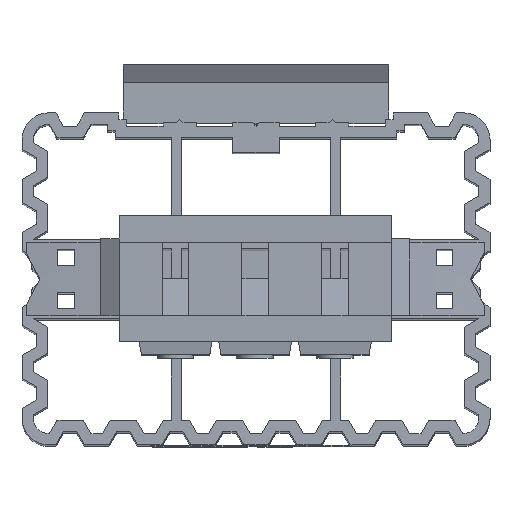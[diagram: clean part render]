
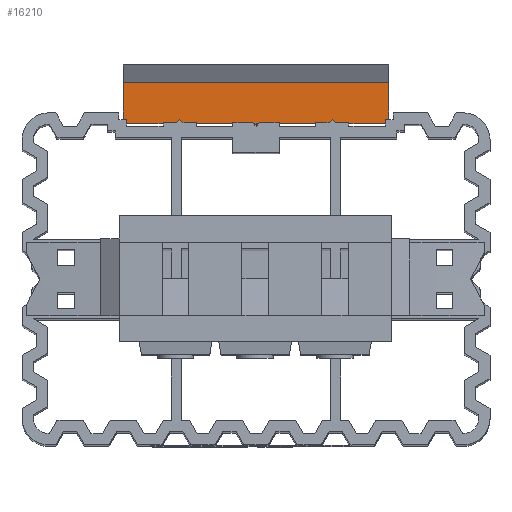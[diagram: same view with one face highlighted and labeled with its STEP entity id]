
A CAD part, top view. The second image highlights one B-rep face of the part: STEP entity #16210.
In plain terms, the highlighted planar face has unit normal (0, 0, 1).
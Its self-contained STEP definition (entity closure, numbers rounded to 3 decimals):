
#579=PLANE('',#17149);
#1330=FACE_OUTER_BOUND('',#2164,.T.);
#2164=EDGE_LOOP('',(#12776,#12777,#12778,#12779,#12780,#12781,#12782,#12783,
#12784,#12785,#12786,#12787,#12788,#12789,#12790,#12791,#12792,#12793,#12794,
#12795,#12796,#12797));
#3578=LINE('',#28503,#5542);
#3602=LINE('',#28551,#5566);
#3605=LINE('',#28557,#5569);
#3607=LINE('',#28562,#5571);
#3611=LINE('',#28569,#5575);
#3615=LINE('',#28580,#5579);
#3649=LINE('',#28654,#5613);
#3651=LINE('',#28659,#5615);
#3652=LINE('',#28660,#5616);
#3653=LINE('',#28661,#5617);
#3654=LINE('',#28662,#5618);
#3655=LINE('',#28664,#5619);
#3656=LINE('',#28666,#5620);
#3657=LINE('',#28668,#5621);
#3658=LINE('',#28669,#5622);
#3659=LINE('',#28671,#5623);
#3660=LINE('',#28672,#5624);
#3661=LINE('',#28673,#5625);
#3662=LINE('',#28675,#5626);
#3663=LINE('',#28676,#5627);
#3664=LINE('',#28678,#5628);
#3665=LINE('',#28679,#5629);
#5542=VECTOR('',#19698,10.);
#5566=VECTOR('',#19726,10.);
#5569=VECTOR('',#19731,10.);
#5571=VECTOR('',#19735,10.);
#5575=VECTOR('',#19741,10.);
#5579=VECTOR('',#19751,10.);
#5613=VECTOR('',#19811,10.);
#5615=VECTOR('',#19815,10.);
#5616=VECTOR('',#19816,10.);
#5617=VECTOR('',#19817,10.);
#5618=VECTOR('',#19818,10.);
#5619=VECTOR('',#19819,10.);
#5620=VECTOR('',#19820,10.);
#5621=VECTOR('',#19821,10.);
#5622=VECTOR('',#19822,10.);
#5623=VECTOR('',#19823,10.);
#5624=VECTOR('',#19824,10.);
#5625=VECTOR('',#19825,10.);
#5626=VECTOR('',#19826,10.);
#5627=VECTOR('',#19827,10.);
#5628=VECTOR('',#19828,10.);
#5629=VECTOR('',#19829,10.);
#7428=VERTEX_POINT('',#28453);
#7452=VERTEX_POINT('',#28501);
#7473=VERTEX_POINT('',#28547);
#7474=VERTEX_POINT('',#28549);
#7475=VERTEX_POINT('',#28553);
#7476=VERTEX_POINT('',#28555);
#7477=VERTEX_POINT('',#28559);
#7478=VERTEX_POINT('',#28561);
#7479=VERTEX_POINT('',#28565);
#7480=VERTEX_POINT('',#28567);
#7483=VERTEX_POINT('',#28577);
#7484=VERTEX_POINT('',#28579);
#7510=VERTEX_POINT('',#28651);
#7511=VERTEX_POINT('',#28653);
#7512=VERTEX_POINT('',#28657);
#7513=VERTEX_POINT('',#28658);
#7514=VERTEX_POINT('',#28663);
#7515=VERTEX_POINT('',#28665);
#7516=VERTEX_POINT('',#28667);
#7517=VERTEX_POINT('',#28670);
#7518=VERTEX_POINT('',#28674);
#7519=VERTEX_POINT('',#28677);
#9324=EDGE_CURVE('',#7452,#7428,#3578,.T.);
#9348=EDGE_CURVE('',#7473,#7474,#3602,.T.);
#9351=EDGE_CURVE('',#7475,#7476,#3605,.T.);
#9353=EDGE_CURVE('',#7478,#7477,#3607,.T.);
#9357=EDGE_CURVE('',#7479,#7480,#3611,.T.);
#9362=EDGE_CURVE('',#7484,#7483,#3615,.T.);
#9400=EDGE_CURVE('',#7511,#7510,#3649,.T.);
#9402=EDGE_CURVE('',#7512,#7513,#3651,.T.);
#9403=EDGE_CURVE('',#7479,#7512,#3652,.T.);
#9404=EDGE_CURVE('',#7511,#7480,#3653,.T.);
#9405=EDGE_CURVE('',#7475,#7510,#3654,.T.);
#9406=EDGE_CURVE('',#7514,#7476,#3655,.T.);
#9407=EDGE_CURVE('',#7515,#7514,#3656,.T.);
#9408=EDGE_CURVE('',#7516,#7515,#3657,.T.);
#9409=EDGE_CURVE('',#7473,#7516,#3658,.T.);
#9410=EDGE_CURVE('',#7517,#7474,#3659,.T.);
#9411=EDGE_CURVE('',#7428,#7517,#3660,.T.);
#9412=EDGE_CURVE('',#7484,#7452,#3661,.T.);
#9413=EDGE_CURVE('',#7518,#7483,#3662,.T.);
#9414=EDGE_CURVE('',#7478,#7518,#3663,.T.);
#9415=EDGE_CURVE('',#7519,#7477,#3664,.T.);
#9416=EDGE_CURVE('',#7513,#7519,#3665,.T.);
#12776=ORIENTED_EDGE('',*,*,#9402,.F.);
#12777=ORIENTED_EDGE('',*,*,#9403,.F.);
#12778=ORIENTED_EDGE('',*,*,#9357,.T.);
#12779=ORIENTED_EDGE('',*,*,#9404,.F.);
#12780=ORIENTED_EDGE('',*,*,#9400,.T.);
#12781=ORIENTED_EDGE('',*,*,#9405,.F.);
#12782=ORIENTED_EDGE('',*,*,#9351,.T.);
#12783=ORIENTED_EDGE('',*,*,#9406,.F.);
#12784=ORIENTED_EDGE('',*,*,#9407,.F.);
#12785=ORIENTED_EDGE('',*,*,#9408,.F.);
#12786=ORIENTED_EDGE('',*,*,#9409,.F.);
#12787=ORIENTED_EDGE('',*,*,#9348,.T.);
#12788=ORIENTED_EDGE('',*,*,#9410,.F.);
#12789=ORIENTED_EDGE('',*,*,#9411,.F.);
#12790=ORIENTED_EDGE('',*,*,#9324,.F.);
#12791=ORIENTED_EDGE('',*,*,#9412,.F.);
#12792=ORIENTED_EDGE('',*,*,#9362,.T.);
#12793=ORIENTED_EDGE('',*,*,#9413,.F.);
#12794=ORIENTED_EDGE('',*,*,#9414,.F.);
#12795=ORIENTED_EDGE('',*,*,#9353,.T.);
#12796=ORIENTED_EDGE('',*,*,#9415,.F.);
#12797=ORIENTED_EDGE('',*,*,#9416,.F.);
#16210=ADVANCED_FACE('',(#1330),#579,.T.);
#17149=AXIS2_PLACEMENT_3D('',#28656,#19813,#19814);
#19698=DIRECTION('',(0.,-1.,0.));
#19726=DIRECTION('',(1.,0.,0.));
#19731=DIRECTION('',(1.,0.,0.));
#19735=DIRECTION('',(1.,0.,0.));
#19741=DIRECTION('',(1.,0.,0.));
#19751=DIRECTION('',(0.,-1.,0.));
#19811=DIRECTION('',(1.,0.,0.));
#19813=DIRECTION('center_axis',(0.,0.,
1.));
#19814=DIRECTION('ref_axis',(0.,-1.,0.));
#19815=DIRECTION('',(-0.707,0.707,0.));
#19816=DIRECTION('',(-1.,0.,0.));
#19817=DIRECTION('',(-1.,0.,0.));
#19818=DIRECTION('',(-1.,0.,0.));
#19819=DIRECTION('',(-1.,0.,0.));
#19820=DIRECTION('',(-0.707,-0.707,0.));
#19821=DIRECTION('',(-0.707,0.707,0.));
#19822=DIRECTION('',(-1.,0.,0.));
#19823=DIRECTION('',(0.,-1.,0.));
#19824=DIRECTION('',(-1.,0.,0.));
#19825=DIRECTION('',(1.,0.,0.));
#19826=DIRECTION('',(-1.,0.,0.));
#19827=DIRECTION('',(0.,1.,0.));
#19828=DIRECTION('',(-1.,0.,0.));
#19829=DIRECTION('',(-0.707,-0.707,0.));
#28453=CARTESIAN_POINT('',(44.96,41.206,22.042));
#28501=CARTESIAN_POINT('',(44.96,46.833,22.042));
#28503=CARTESIAN_POINT('',(44.96,46.833,22.042));
#28547=CARTESIAN_POINT('',(38.96,40.706,22.042));
#28549=CARTESIAN_POINT('',(44.46,40.706,22.042));
#28551=CARTESIAN_POINT('',(4.96,40.706,22.042));
#28553=CARTESIAN_POINT('',(28.46,40.706,22.042));
#28555=CARTESIAN_POINT('',(33.96,40.706,22.042));
#28557=CARTESIAN_POINT('',(4.96,40.706,22.042));
#28559=CARTESIAN_POINT('',(10.96,40.706,22.042));
#28561=CARTESIAN_POINT('',(5.46,40.706,22.042));
#28562=CARTESIAN_POINT('',(4.96,40.706,22.042));
#28565=CARTESIAN_POINT('',(15.96,40.706,22.042));
#28567=CARTESIAN_POINT('',(21.46,40.706,22.042));
#28569=CARTESIAN_POINT('',(4.96,40.706,22.042));
#28577=CARTESIAN_POINT('',(4.96,41.206,22.042));
#28579=CARTESIAN_POINT('',(4.96,46.833,22.042));
#28580=CARTESIAN_POINT('',(4.96,46.833,22.042));
#28651=CARTESIAN_POINT('',(25.46,40.706,22.042));
#28653=CARTESIAN_POINT('',(24.46,40.706,22.042));
#28654=CARTESIAN_POINT('',(4.96,40.706,22.042));
#28656=CARTESIAN_POINT('Origin',(4.96,46.833,22.042));
#28657=CARTESIAN_POINT('',(13.96,40.706,22.042));
#28658=CARTESIAN_POINT('',(13.46,41.206,22.042));
#28659=CARTESIAN_POINT('',(10.178,44.487,22.042));
#28660=CARTESIAN_POINT('',(10.46,40.706,22.042));
#28661=CARTESIAN_POINT('',(14.71,40.706,22.042));
#28662=CARTESIAN_POINT('',(16.71,40.706,22.042));
#28663=CARTESIAN_POINT('',(35.96,40.706,22.042));
#28664=CARTESIAN_POINT('',(20.46,40.706,22.042));
#28665=CARTESIAN_POINT('',(36.46,41.206,22.042));
#28666=CARTESIAN_POINT('',(29.991,34.737,22.042));
#28667=CARTESIAN_POINT('',(36.96,40.706,22.042));
#28668=CARTESIAN_POINT('',(27.428,50.237,22.042));
#28669=CARTESIAN_POINT('',(21.96,40.706,22.042));
#28670=CARTESIAN_POINT('',(44.46,41.206,22.042));
#28671=CARTESIAN_POINT('',(44.46,44.019,22.042));
#28672=CARTESIAN_POINT('',(25.287,41.206,22.042));
#28673=CARTESIAN_POINT('',(4.96,46.833,22.042));
#28674=CARTESIAN_POINT('',(5.46,41.206,22.042));
#28675=CARTESIAN_POINT('',(5.21,41.206,22.042));
#28676=CARTESIAN_POINT('',(5.46,43.519,22.042));
#28677=CARTESIAN_POINT('',(12.96,40.706,22.042));
#28678=CARTESIAN_POINT('',(8.96,40.706,22.042));
#28679=CARTESIAN_POINT('',(12.741,40.487,22.042));
